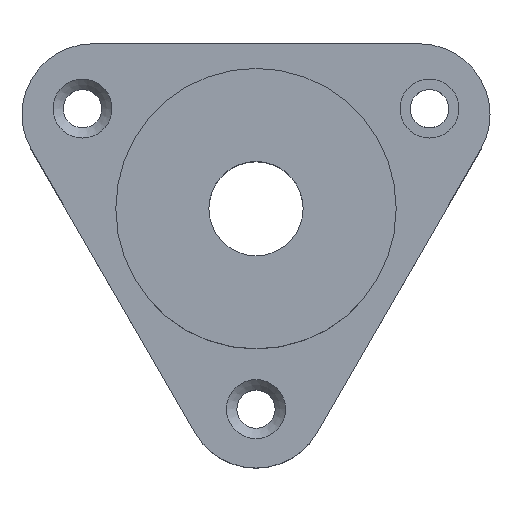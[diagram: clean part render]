
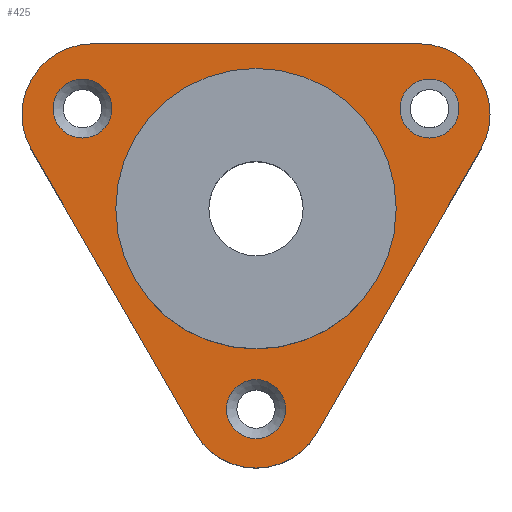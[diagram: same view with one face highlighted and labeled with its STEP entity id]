
A CAD part, top view. The second image highlights one B-rep face of the part: STEP entity #425.
In plain terms, the highlighted planar face has unit normal (0, 0, 1).
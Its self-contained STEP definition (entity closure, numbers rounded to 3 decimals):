
#36=FACE_BOUND('',#102,.T.);
#37=FACE_BOUND('',#103,.T.);
#38=FACE_BOUND('',#104,.T.);
#39=FACE_BOUND('',#105,.T.);
#45=PLANE('',#487);
#68=FACE_OUTER_BOUND('',#101,.T.);
#101=EDGE_LOOP('',(#382,#383,#384,#385,#386,#387));
#102=EDGE_LOOP('',(#388));
#103=EDGE_LOOP('',(#389));
#104=EDGE_LOOP('',(#390));
#105=EDGE_LOOP('',(#391));
#111=LINE('',#643,#138);
#116=LINE('',#658,#143);
#132=LINE('',#833,#159);
#138=VECTOR('',#517,10.);
#143=VECTOR('',#534,10.);
#159=VECTOR('',#610,10.);
#160=CIRCLE('',#441,3.);
#169=CIRCLE('',#453,3.);
#170=CIRCLE('',#455,3.);
#176=CIRCLE('',#469,1.25);
#178=CIRCLE('',#473,1.25);
#180=CIRCLE('',#477,1.25);
#183=CIRCLE('',#482,5.95);
#185=VERTEX_POINT('',#615);
#186=VERTEX_POINT('',#616);
#197=VERTEX_POINT('',#642);
#199=VERTEX_POINT('',#648);
#200=VERTEX_POINT('',#652);
#201=VERTEX_POINT('',#653);
#212=VERTEX_POINT('',#797);
#214=VERTEX_POINT('',#805);
#216=VERTEX_POINT('',#813);
#219=VERTEX_POINT('',#823);
#221=EDGE_CURVE('',#185,#186,#160,.T.);
#234=EDGE_CURVE('',#197,#186,#111,.T.);
#237=EDGE_CURVE('',#197,#199,#169,.T.);
#239=EDGE_CURVE('',#200,#201,#170,.T.);
#242=EDGE_CURVE('',#185,#201,#116,.T.);
#259=EDGE_CURVE('',#212,#212,#176,.T.);
#263=EDGE_CURVE('',#214,#214,#178,.T.);
#267=EDGE_CURVE('',#216,#216,#180,.T.);
#273=EDGE_CURVE('',#219,#219,#183,.T.);
#277=EDGE_CURVE('',#200,#199,#132,.T.);
#382=ORIENTED_EDGE('',*,*,#221,.F.);
#383=ORIENTED_EDGE('',*,*,#242,.T.);
#384=ORIENTED_EDGE('',*,*,#239,.F.);
#385=ORIENTED_EDGE('',*,*,#277,.T.);
#386=ORIENTED_EDGE('',*,*,#237,.F.);
#387=ORIENTED_EDGE('',*,*,#234,.T.);
#388=ORIENTED_EDGE('',*,*,#259,.T.);
#389=ORIENTED_EDGE('',*,*,#263,.T.);
#390=ORIENTED_EDGE('',*,*,#267,.T.);
#391=ORIENTED_EDGE('',*,*,#273,.T.);
#425=ADVANCED_FACE('',(#68,#36,#37,#38,#39),#45,.T.);
#441=AXIS2_PLACEMENT_3D('',#617,#492,#493);
#453=AXIS2_PLACEMENT_3D('',#649,#523,#524);
#455=AXIS2_PLACEMENT_3D('',#654,#528,#529);
#469=AXIS2_PLACEMENT_3D('',#798,#565,#566);
#473=AXIS2_PLACEMENT_3D('',#806,#575,#576);
#477=AXIS2_PLACEMENT_3D('',#814,#585,#586);
#482=AXIS2_PLACEMENT_3D('',#825,#598,#599);
#487=AXIS2_PLACEMENT_3D('',#834,#611,#612);
#492=DIRECTION('center_axis',(0.,0.,-1.));
#493=DIRECTION('ref_axis',(-0.866,0.5,0.));
#517=DIRECTION('',(-1.,0.,0.));
#523=DIRECTION('center_axis',(0.,0.,-1.));
#524=DIRECTION('ref_axis',(0.866,0.5,0.));
#528=DIRECTION('center_axis',(0.,0.,-1.));
#529=DIRECTION('ref_axis',(0.,-1.,0.));
#534=DIRECTION('',(0.5,-0.866,0.));
#565=DIRECTION('center_axis',(0.,0.,-1.));
#566=DIRECTION('ref_axis',(-0.5,-0.866,0.));
#575=DIRECTION('center_axis',(0.,0.,-1.));
#576=DIRECTION('ref_axis',(-0.5,0.866,0.));
#585=DIRECTION('center_axis',(0.,0.,-1.));
#586=DIRECTION('ref_axis',(1.,0.,0.));
#598=DIRECTION('center_axis',(0.,0.,-1.));
#599=DIRECTION('ref_axis',(-1.,0.,0.));
#610=DIRECTION('',(0.5,0.866,0.));
#611=DIRECTION('center_axis',(0.,0.,1.));
#612=DIRECTION('ref_axis',(1.,0.,0.));
#615=CARTESIAN_POINT('',(-9.526,2.5,5.));
#616=CARTESIAN_POINT('',(-6.928,7.,5.));
#617=CARTESIAN_POINT('Origin',(-6.928,4.,5.));
#642=CARTESIAN_POINT('',(6.928,7.,5.));
#643=CARTESIAN_POINT('',(12.124,7.,5.));
#648=CARTESIAN_POINT('',(9.526,2.5,5.));
#649=CARTESIAN_POINT('Origin',(6.928,4.,5.));
#652=CARTESIAN_POINT('',(2.598,-9.5,5.));
#653=CARTESIAN_POINT('',(-2.598,-9.5,5.));
#654=CARTESIAN_POINT('Origin',(0.,-8.,5.));
#658=CARTESIAN_POINT('',(-12.124,7.,5.));
#797=CARTESIAN_POINT('',(-6.736,5.333,5.));
#798=CARTESIAN_POINT('Origin',(-7.361,4.25,5.));
#805=CARTESIAN_POINT('',(7.986,3.167,5.));
#806=CARTESIAN_POINT('Origin',(7.361,4.25,5.));
#813=CARTESIAN_POINT('',(-1.25,-8.5,5.));
#814=CARTESIAN_POINT('Origin',(0.,-8.5,5.));
#823=CARTESIAN_POINT('',(5.95,0.,5.));
#825=CARTESIAN_POINT('Origin',(0.,0.,5.));
#833=CARTESIAN_POINT('',(0.,-14.,5.));
#834=CARTESIAN_POINT('Origin',(0.,-3.5,5.));
